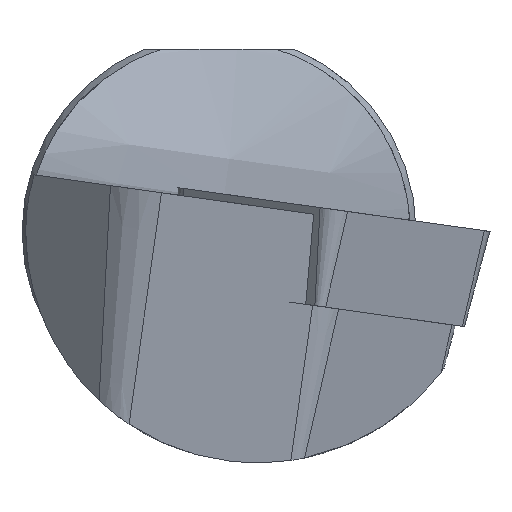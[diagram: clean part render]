
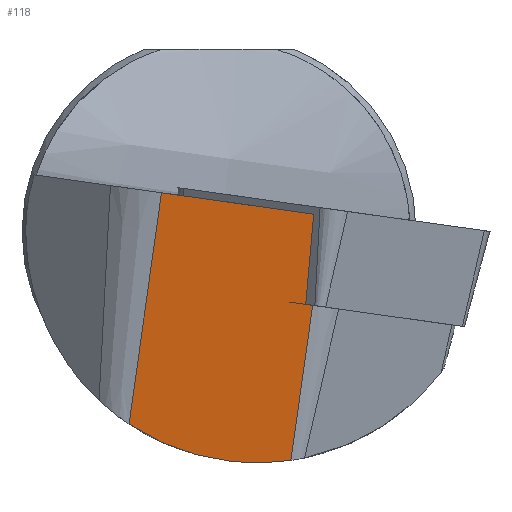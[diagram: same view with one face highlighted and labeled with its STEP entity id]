
A CAD part, left-side view. The second image highlights one B-rep face of the part: STEP entity #118.
In plain terms, the highlighted planar face has unit normal (-0.993, 0.017, -0.121).
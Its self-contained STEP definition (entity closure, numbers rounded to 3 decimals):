
#118=ADVANCED_FACE('',(#175),#156,.T.);
#156=PLANE('',#718);
#175=FACE_OUTER_BOUND('',#212,.T.);
#212=EDGE_LOOP('',(#263,#264,#265,#266,#267,#268));
#251=ELLIPSE('',#717,9.471,9.4);
#263=ORIENTED_EDGE('',*,*,#524,.F.);
#264=ORIENTED_EDGE('',*,*,#525,.F.);
#265=ORIENTED_EDGE('',*,*,#526,.T.);
#266=ORIENTED_EDGE('',*,*,#527,.T.);
#267=ORIENTED_EDGE('',*,*,#528,.F.);
#268=ORIENTED_EDGE('',*,*,#529,.F.);
#459=VERTEX_POINT('',#976);
#460=VERTEX_POINT('',#977);
#461=VERTEX_POINT('',#979);
#462=VERTEX_POINT('',#981);
#463=VERTEX_POINT('',#983);
#464=VERTEX_POINT('',#985);
#524=EDGE_CURVE('',#459,#460,#620,.T.);
#525=EDGE_CURVE('',#461,#459,#621,.T.);
#526=EDGE_CURVE('',#461,#462,#622,.T.);
#527=EDGE_CURVE('',#462,#463,#251,.T.);
#528=EDGE_CURVE('',#464,#463,#623,.T.);
#529=EDGE_CURVE('',#460,#464,#624,.T.);
#620=LINE('',#975,#669);
#621=LINE('',#978,#670);
#622=LINE('',#980,#671);
#623=LINE('',#984,#672);
#624=LINE('',#986,#673);
#669=VECTOR('',#793,1.);
#670=VECTOR('',#794,1.);
#671=VECTOR('',#795,1.);
#672=VECTOR('',#798,1.);
#673=VECTOR('',#799,1.);
#717=AXIS2_PLACEMENT_3D('',#982,#796,#797);
#718=AXIS2_PLACEMENT_3D('',#987,#800,#801);
#793=DIRECTION('',(0.122,0.088,-0.989));
#794=DIRECTION('',(0.,-0.99,-0.139));
#795=DIRECTION('',(0.122,0.138,-0.983));
#796=DIRECTION('',(-0.993,0.017,-0.121));
#797=DIRECTION('',(0.122,0.138,-0.983));
#798=DIRECTION('',(0.122,0.138,-0.983));
#799=DIRECTION('',(0.,-0.99,-0.139));
#800=DIRECTION('',(-0.993,0.017,-0.121));
#801=DIRECTION('',(-0.121,0.,0.993));
#975=CARTESIAN_POINT('',(0.553,-3.808,0.324));
#976=CARTESIAN_POINT('',(0.507,-3.841,0.699));
#977=CARTESIAN_POINT('',(0.957,-3.516,-2.961));
#978=CARTESIAN_POINT('',(0.507,-17.23,-1.182));
#979=CARTESIAN_POINT('',(0.507,2.335,1.568));
#980=CARTESIAN_POINT('',(0.47,2.293,1.865));
#981=CARTESIAN_POINT('',(1.672,3.656,-7.827));
#982=CARTESIAN_POINT('',(0.631,-1.55,0.));
#983=CARTESIAN_POINT('',(1.739,-2.914,-9.3));
#984=CARTESIAN_POINT('',(0.47,-4.352,0.931));
#985=CARTESIAN_POINT('',(0.957,-3.8,-3.001));
#986=CARTESIAN_POINT('',(0.957,-16.719,-4.816));
#987=CARTESIAN_POINT('',(0.47,-17.272,-0.885));
